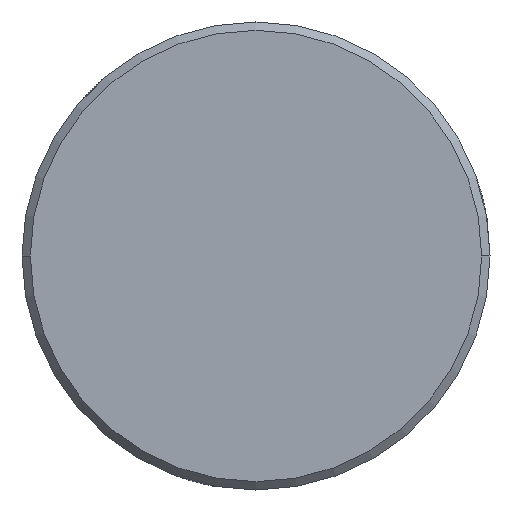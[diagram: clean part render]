
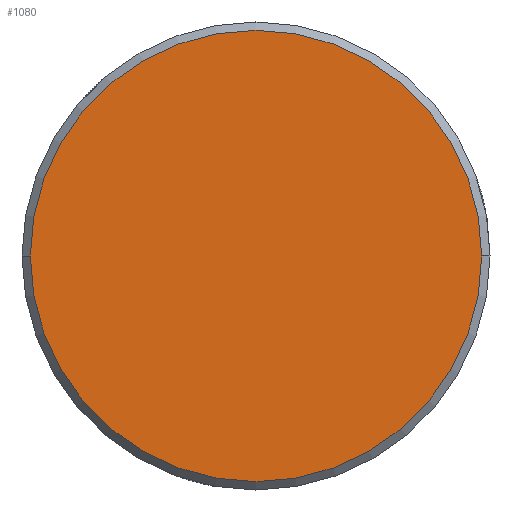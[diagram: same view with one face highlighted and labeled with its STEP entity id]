
A CAD part, left-side view. The second image highlights one B-rep face of the part: STEP entity #1080.
In plain terms, the highlighted planar face has unit normal (-1, 0, 0).
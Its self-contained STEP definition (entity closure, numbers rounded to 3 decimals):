
#84 = AXIS2_PLACEMENT_3D ( 'NONE', #1083, #818, #374 ) ;
#103 = ORIENTED_EDGE ( 'NONE', *, *, #369, .T. ) ;
#158 = DIRECTION ( 'NONE',  ( -1., 0., 0. ) ) ;
#206 = FACE_OUTER_BOUND ( 'NONE', #1001, .T. ) ;
#274 = AXIS2_PLACEMENT_3D ( 'NONE', #304, #1114, #311 ) ;
#304 = CARTESIAN_POINT ( 'NONE',  ( -105., -14.674, -14.674 ) ) ;
#311 = DIRECTION ( 'NONE',  ( 0., 0., 1. ) ) ;
#347 = CIRCLE ( 'NONE', #84, 13.5 ) ;
#369 = EDGE_CURVE ( 'NONE', #806, #663, #876, .T. ) ;
#374 = DIRECTION ( 'NONE',  ( 0., 0., 1. ) ) ;
#431 = DIRECTION ( 'NONE',  ( 0., 0., 1. ) ) ;
#538 = EDGE_CURVE ( 'NONE', #663, #806, #347, .T. ) ;
#562 = AXIS2_PLACEMENT_3D ( 'NONE', #597, #158, #431 ) ;
#584 = PLANE ( 'NONE',  #274 ) ;
#594 = CARTESIAN_POINT ( 'NONE',  ( -105., -13.5, 0. ) ) ;
#597 = CARTESIAN_POINT ( 'NONE',  ( -105., 0., 0. ) ) ;
#657 = CARTESIAN_POINT ( 'NONE',  ( -105., 13.5, 0. ) ) ;
#663 = VERTEX_POINT ( 'NONE', #657 ) ;
#806 = VERTEX_POINT ( 'NONE', #594 ) ;
#818 = DIRECTION ( 'NONE',  ( -1., 0., 0. ) ) ;
#876 = CIRCLE ( 'NONE', #562, 13.5 ) ;
#955 = ORIENTED_EDGE ( 'NONE', *, *, #538, .T. ) ;
#1001 = EDGE_LOOP ( 'NONE', ( #955, #103 ) ) ;
#1080 = ADVANCED_FACE ( 'NONE', ( #206 ), #584, .T. ) ;
#1083 = CARTESIAN_POINT ( 'NONE',  ( -105., 0., 0. ) ) ;
#1114 = DIRECTION ( 'NONE',  ( -1., 0., 0. ) ) ;
